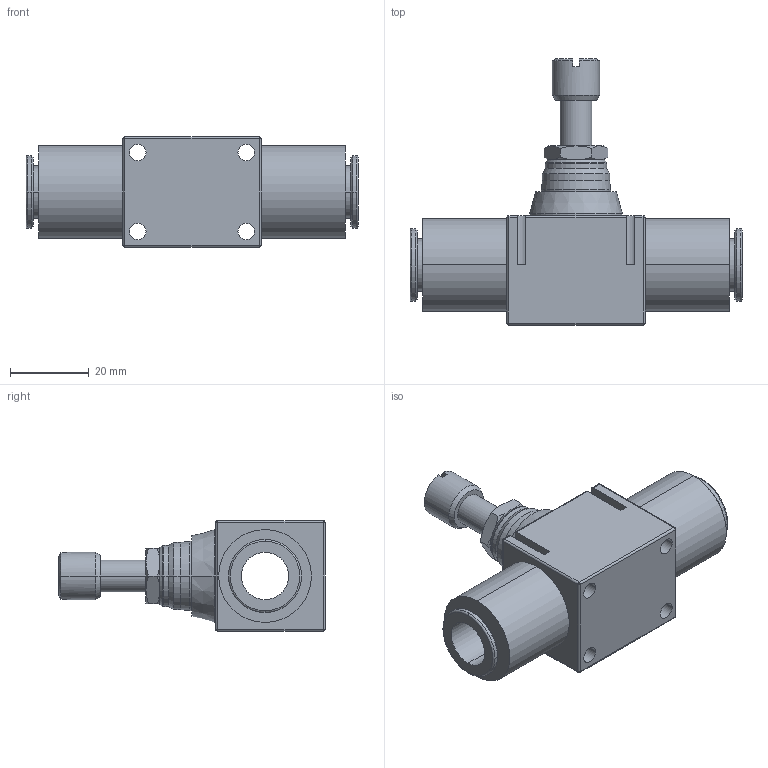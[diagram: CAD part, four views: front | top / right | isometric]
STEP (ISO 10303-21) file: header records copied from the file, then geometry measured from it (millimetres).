
FILE_DESCRIPTION(('STEP AP214'),'1');
FILE_NAME('7770_12_00.stp','2016-07-07T14:13:26',('TraceParts'),('TraceParts S.A.'),'Spatial InterOp 3D',' ',' ');
FILE_SCHEMA(('automotive_design'));
Length unit declared in the file: millimetre
Products named in the file (1): 1
Bounding box: 84.15 x 67.5 x 28 mm (x, y, z)
Volume: 42107.3 mm3; surface area: 15325.6 mm2
Topology: 1 solids, 1 shells, 137 faces, 342 edges, 206 vertices
Faces by surface type: cylinder 48, plane 39, cone 36, sphere 8, torus 6
Entity records: 4087 total; most frequent: CARTESIAN_POINT 782, DIRECTION 746, ORIENTED_EDGE 668, EDGE_CURVE 334, AXIS2_PLACEMENT_3D 302, VERTEX_POINT 206, CIRCLE 164, EDGE_LOOP 154
